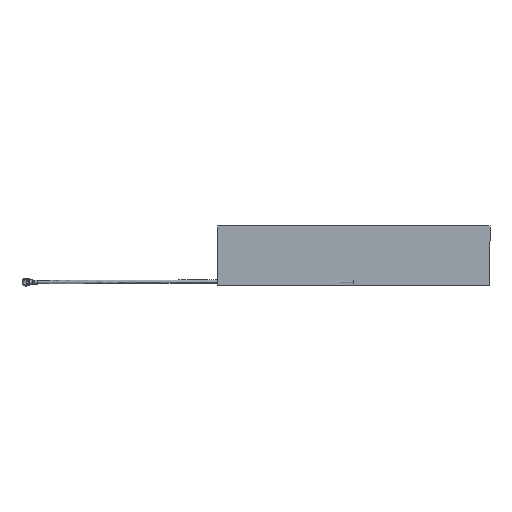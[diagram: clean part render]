
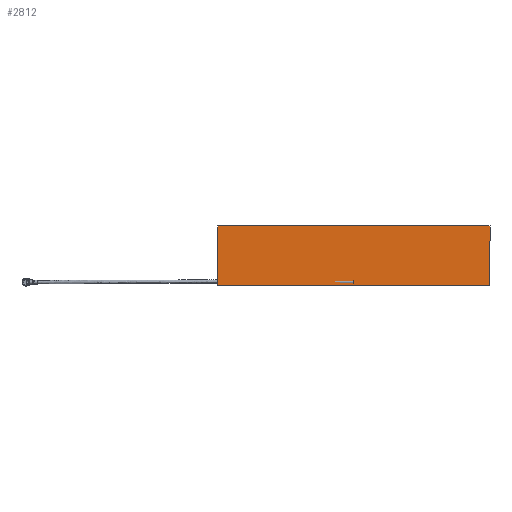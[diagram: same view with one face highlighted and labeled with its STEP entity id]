
A CAD part, front view. The second image highlights one B-rep face of the part: STEP entity #2812.
In plain terms, the highlighted planar face has unit normal (0, -1, 0).
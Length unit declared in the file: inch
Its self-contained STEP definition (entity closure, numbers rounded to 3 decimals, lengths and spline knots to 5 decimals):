
#87 = PLANE ( 'NONE',  #2102 ) ;
#366 = DIRECTION ( 'NONE',  ( 0., 0., 1. ) ) ;
#427 = EDGE_CURVE ( 'NONE', #2209, #3082, #1930, .T. ) ;
#482 = CARTESIAN_POINT ( 'NONE',  ( 0., -0.0078, 0. ) ) ;
#497 = DIRECTION ( 'NONE',  ( 0., 1., 0. ) ) ;
#512 = EDGE_CURVE ( 'NONE', #859, #3082, #1892, .T. ) ;
#520 = CARTESIAN_POINT ( 'NONE',  ( 0., -0.0078, 0.41339 ) ) ;
#564 = EDGE_CURVE ( 'NONE', #1127, #859, #1868, .T. ) ;
#616 = EDGE_CURVE ( 'NONE', #1127, #2209, #1837, .T. ) ;
#740 = CARTESIAN_POINT ( 'NONE',  ( 0.6865, -0.0078, 0.41339 ) ) ;
#859 = VERTEX_POINT ( 'NONE', #3123 ) ;
#903 = EDGE_LOOP ( 'NONE', ( #2521, #2526, #2534, #2577 ) ) ;
#919 = FACE_OUTER_BOUND ( 'NONE', #903, .T. ) ;
#1127 = VERTEX_POINT ( 'NONE', #2456 ) ;
#1456 = VECTOR ( 'NONE', #1874, 39.37008 ) ;
#1507 = CARTESIAN_POINT ( 'NONE',  ( 0.6865, -0.0078, -0.41339 ) ) ;
#1630 = DIRECTION ( 'NONE',  ( 0., 0., 1. ) ) ;
#1837 = LINE ( 'NONE', #2778, #1851 ) ;
#1851 = VECTOR ( 'NONE', #2961, 39.37008 ) ;
#1854 = VECTOR ( 'NONE', #3007, 39.37008 ) ;
#1868 = LINE ( 'NONE', #3161, #1854 ) ;
#1874 = DIRECTION ( 'NONE',  ( 1., 0., 0. ) ) ;
#1892 = LINE ( 'NONE', #520, #1456 ) ;
#1925 = VECTOR ( 'NONE', #1630, 39.37008 ) ;
#1930 = LINE ( 'NONE', #2431, #1925 ) ;
#2102 = AXIS2_PLACEMENT_3D ( 'NONE', #482, #497, #366 ) ;
#2209 = VERTEX_POINT ( 'NONE', #1507 ) ;
#2431 = CARTESIAN_POINT ( 'NONE',  ( 0.6865, -0.0078, 0. ) ) ;
#2456 = CARTESIAN_POINT ( 'NONE',  ( -3.09302, -0.0078, -0.41339 ) ) ;
#2521 = ORIENTED_EDGE ( 'NONE', *, *, #427, .T. ) ;
#2526 = ORIENTED_EDGE ( 'NONE', *, *, #512, .F. ) ;
#2534 = ORIENTED_EDGE ( 'NONE', *, *, #564, .F. ) ;
#2577 = ORIENTED_EDGE ( 'NONE', *, *, #616, .T. ) ;
#2778 = CARTESIAN_POINT ( 'NONE',  ( 0., -0.0078, -0.41339 ) ) ;
#2812 = ADVANCED_FACE ( 'NONE', ( #919 ), #87, .F. ) ;
#2961 = DIRECTION ( 'NONE',  ( 1., 0., 0. ) ) ;
#3007 = DIRECTION ( 'NONE',  ( 0., 0., 1. ) ) ;
#3082 = VERTEX_POINT ( 'NONE', #740 ) ;
#3123 = CARTESIAN_POINT ( 'NONE',  ( -3.09302, -0.0078, 0.41339 ) ) ;
#3161 = CARTESIAN_POINT ( 'NONE',  ( -3.09302, -0.0078, 0. ) ) ;
